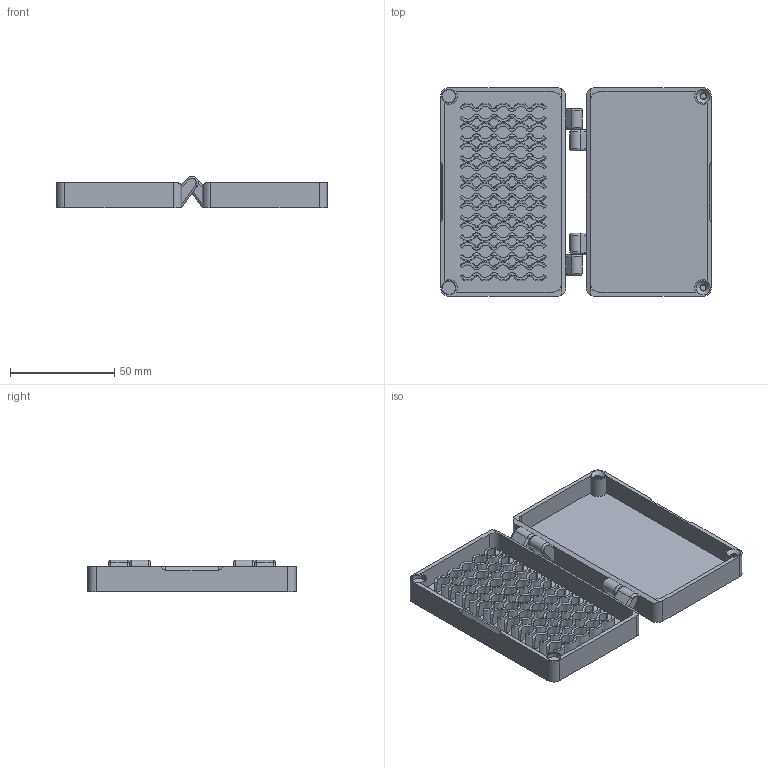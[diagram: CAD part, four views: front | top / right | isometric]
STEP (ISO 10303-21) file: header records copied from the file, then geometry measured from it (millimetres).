
FILE_DESCRIPTION(/* description */ ('STEP AP242','CAx-IF Rec.Pracs.---Representation and Presentation of Product Manufacturing Information (PMI)---4.0---2014-10-13','CAx-IF Rec.Pracs.---3D Tessellated Geometry---0.4---2014-09-14','2;1'),/* implementation_level */ '2;1');
FILE_NAME(/* name */ '642efc172b2cb10356e1829a',/* time_stamp */ '2023-04-06T17:06:33+00:00',/* author */ (''),/* organization */ (''),/* preprocessor_version */ 'ST-DEVELOPER v18.102',/* originating_system */ ' ',/* authorisation */ ' ');
FILE_SCHEMA (('AP242_MANAGED_MODEL_BASED_3D_ENGINEERING_MIM_LF { 1 0 10303 442 1 1 4 }'));
Products named in the file (2): Bottom; Top
Bounding box: 130 x 100 x 15 mm (x, y, z)
Volume: 47413.6 mm3; surface area: 52618.5 mm2
Topology: 2 solids, 2 shells, 352 faces, 940 edges, 610 vertices
Faces by surface type: bspline 238, plane 56, cylinder 42, torus 8, sphere 4, cone 4
Full cylindrical faces by diameter (mm): 6.2 x2
Entity records: 38051 total; most frequent: CARTESIAN_POINT 31282, ORIENTED_EDGE 1848, EDGE_CURVE 924, B_SPLINE_CURVE_WITH_KNOTS 660, VERTEX_POINT 604, DIRECTION 594, EDGE_LOOP 380, FACE_BOUND 380
